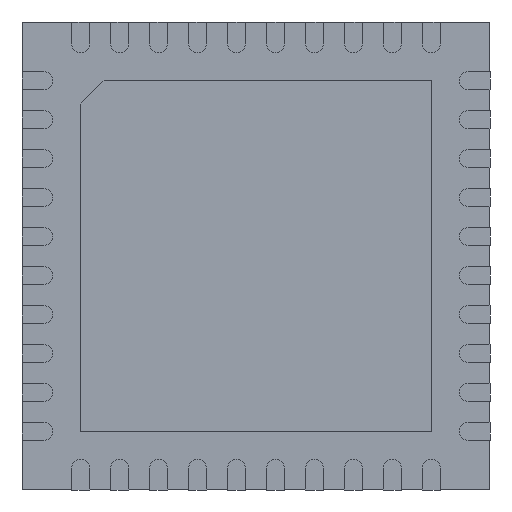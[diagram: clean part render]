
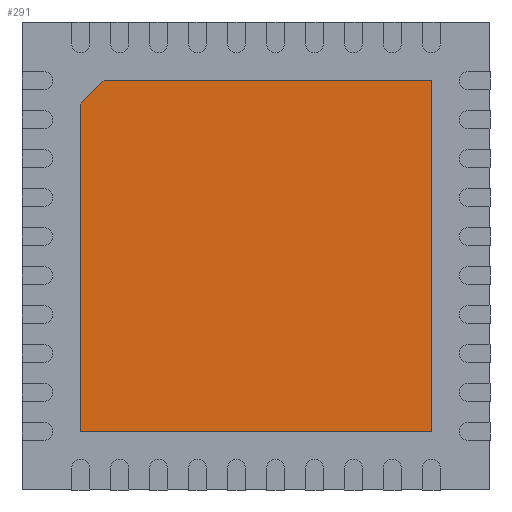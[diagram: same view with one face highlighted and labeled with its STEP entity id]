
A CAD part, front view. The second image highlights one B-rep face of the part: STEP entity #291.
In plain terms, the highlighted planar face has unit normal (0, -1, 0).
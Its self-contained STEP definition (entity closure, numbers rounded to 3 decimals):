
#291=ADVANCED_FACE('',(#824),#825,.T.);
#824=FACE_OUTER_BOUND('',#1598,.T.);
#825=PLANE('',#1599);
#1598=EDGE_LOOP('',(#2396,#2397,#2398,#2399,#2400));
#1599=AXIS2_PLACEMENT_3D('',#2401,#2402,#2403);
#2396=ORIENTED_EDGE('',*,*,#4890,.F.);
#2397=ORIENTED_EDGE('',*,*,#4897,.F.);
#2398=ORIENTED_EDGE('',*,*,#4893,.F.);
#2399=ORIENTED_EDGE('',*,*,#4881,.F.);
#2400=ORIENTED_EDGE('',*,*,#4886,.F.);
#2401=CARTESIAN_POINT('',(3.023,-0.003,-0.023));
#2402=DIRECTION('',(0.0,-1.0,0.));
#2403=DIRECTION('',(1.0,0.0,0.0));
#4881=EDGE_CURVE('',#5894,#5896,#5897,.T.);
#4886=EDGE_CURVE('',#5902,#5894,#5904,.T.);
#4890=EDGE_CURVE('',#5908,#5902,#5910,.T.);
#4893=EDGE_CURVE('',#5896,#5914,#5915,.T.);
#4897=EDGE_CURVE('',#5914,#5908,#5919,.T.);
#5894=VERTEX_POINT('',#7407);
#5896=VERTEX_POINT('',#7410);
#5897=LINE('',#7411,#7412);
#5902=VERTEX_POINT('',#7419);
#5904=LINE('',#7422,#7423);
#5908=VERTEX_POINT('',#7428);
#5910=LINE('',#7431,#7432);
#5914=VERTEX_POINT('',#7437);
#5915=LINE('',#7438,#7439);
#5919=LINE('',#7445,#7446);
#7407=CARTESIAN_POINT('',(0.75,-0.003,-2.25));
#7410=CARTESIAN_POINT('',(0.75,-0.002,1.95));
#7411=CARTESIAN_POINT('',(0.75,-0.003,-2.25));
#7412=VECTOR('',#9580,1.0);
#7419=CARTESIAN_POINT('',(5.25,-0.003,-2.25));
#7422=CARTESIAN_POINT('',(0.75,-0.003,-2.25));
#7423=VECTOR('',#9584,1.0);
#7428=CARTESIAN_POINT('',(5.25,-0.002,2.25));
#7431=CARTESIAN_POINT('',(5.25,-0.003,-2.25));
#7432=VECTOR('',#9587,1.0);
#7437=CARTESIAN_POINT('',(1.05,-0.002,2.25));
#7438=CARTESIAN_POINT('',(0.75,-0.002,1.95));
#7439=VECTOR('',#9589,1.0);
#7445=CARTESIAN_POINT('',(5.25,-0.002,2.25));
#7446=VECTOR('',#9592,1.0);
#9580=DIRECTION('',(0.0,0.,1.0));
#9584=DIRECTION('',(-1.0,0.,0.));
#9587=DIRECTION('',(0.,0.,-1.0));
#9589=DIRECTION('',(0.707,0.,0.707));
#9592=DIRECTION('',(1.0,0.,0.));
